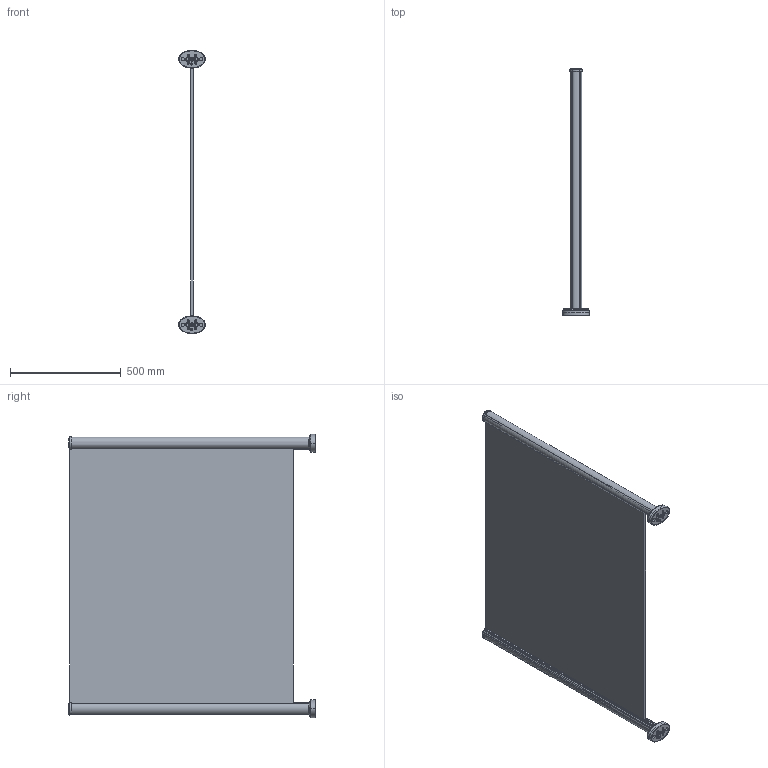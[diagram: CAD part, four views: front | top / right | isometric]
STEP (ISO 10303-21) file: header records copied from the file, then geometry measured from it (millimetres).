
FILE_DESCRIPTION (( 'STEP AP203' ), '1' );
FILE_NAME ('685BCCS.STEP', '2025-03-20T10:33:12', ( '' ), ( '' ), 'SwSTEP 2.0', 'SolidWorks 2023', '' );
FILE_SCHEMA (( 'CONFIG_CONTROL_DESIGN' ));
Length unit declared in the file: millimetre
Products named in the file (16): Part1^685BCCS_Single Panel; 685BCCS; 68057 Part7; 6805792R54 Part1; 68057 Part5_longer lenght; 6805792R54_no top infills and packers; 68057 Part2; 6805791R54 Part2; 68057 Part8; hex bolt_am_B18.2.3.5M - Hex bolt M8 x 1.25 x 60 --60C; 6805791R54_no top infill and no top packer; 6805792R54 Part2; 6805791R54 Part1_longer lenght; 68057 Part6_longer lenght; 68057 Part3; flat countersunk head tapping screw_am_FLATCKT 4.8x35x30.6-type I-AB-C
Assembly tree (35 placements, depth 3):
  685BCCS
    6805791R54_no top infill and no top packer
      68057 Part3
      6805791R54 Part1_longer lenght
      68057 Part8
      68057 Part5_longer lenght
      68057 Part6_longer lenght
      68057 Part2
      68057 Part7
      6805791R54 Part2
      hex bolt_am_B18.2.3.5M - Hex bolt M8 x 1.25 x 60 --60C  x2
      flat countersunk head tapping screw_am_FLATCKT 4.8x35x30.6-type I-AB-C  x4
    6805792R54_no top infills and packers
      68057 Part3
      6805792R54 Part1
      68057 Part8  x2
      68057 Part5_longer lenght  x2
      68057 Part6_longer lenght  x2
      68057 Part2  x2
      68057 Part7
      6805792R54 Part2
      flat countersunk head tapping screw_am_FLATCKT 4.8x35x30.6-type I-AB-C  x4
      hex bolt_am_B18.2.3.5M - Hex bolt M8 x 1.25 x 60 --60C  x2
    Part1^685BCCS_Single Panel
Bounding box: 121 x 1117 x 1280 mm (x, y, z)
Volume: 16502076.2 mm3; surface area: 3923849.2 mm2
Topology: 33 solids, 33 shells, 1554 faces, 3964 edges, 2444 vertices
Faces by surface type: cylinder 682, plane 498, torus 139, cone 116, sphere 68, bspline 51
Entity records: 30851 total; most frequent: CARTESIAN_POINT 10841, DIRECTION 4039, ORIENTED_EDGE 3644, EDGE_CURVE 1822, AXIS2_PLACEMENT_3D 1595, VERTEX_POINT 1159, CIRCLE 885, LINE 849
